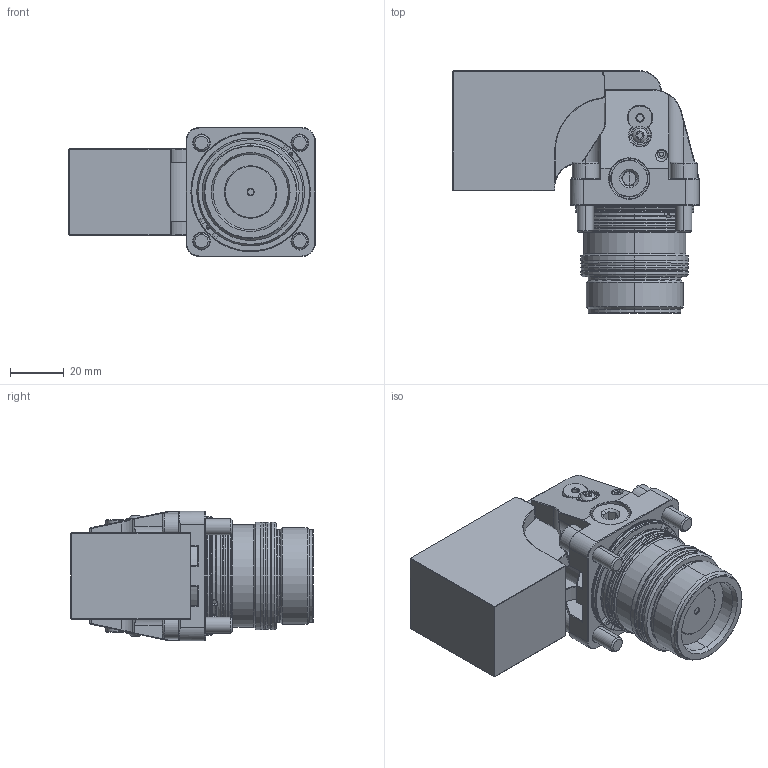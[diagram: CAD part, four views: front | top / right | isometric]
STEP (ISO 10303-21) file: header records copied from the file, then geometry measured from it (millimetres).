
FILE_DESCRIPTION (( 'STEP AP214' ), '1' );
FILE_NAME ('DLSP-A2807-020.step', '2025-12-19T09:44:16', ( '' ), ( '' ), 'SwSTEP 2.0', 'SolidWorks 2025', '' );
FILE_SCHEMA (( 'AUTOMOTIVE_DESIGN' ));
Length unit declared in the file: millimetre
Products named in the file (1): DLSP-A2807-020
Bounding box: 91.55 x 90.05 x 48 mm (x, y, z)
Volume: 183094.1 mm3; surface area: 44253.1 mm2
Topology: 18 solids, 18 shells, 894 faces, 2031 edges, 1211 vertices
Faces by surface type: plane 325, cone 239, cylinder 228, torus 78, bspline 20, sphere 4
Entity records: 29267 total; most frequent: CARTESIAN_POINT 9143, DIRECTION 4297, ORIENTED_EDGE 4034, EDGE_CURVE 2017, AXIS2_PLACEMENT_3D 1674, VERTEX_POINT 1211, EDGE_LOOP 970, LINE 949
